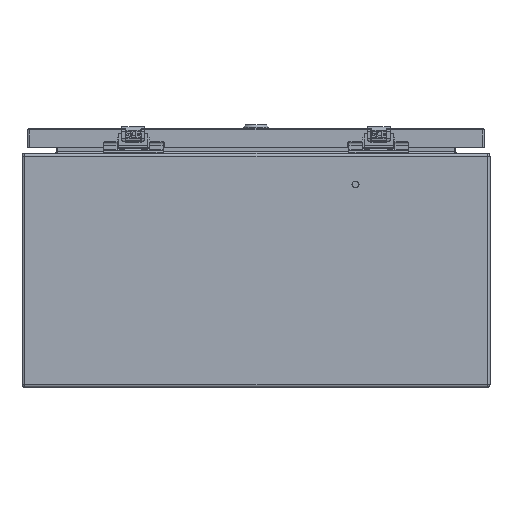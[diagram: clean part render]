
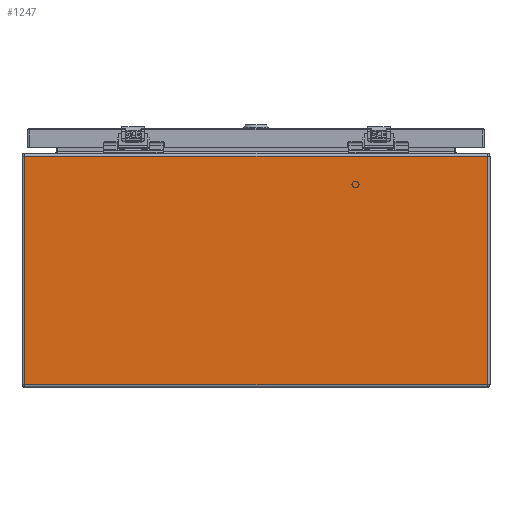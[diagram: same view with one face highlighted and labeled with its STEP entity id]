
A CAD part, left-side view. The second image highlights one B-rep face of the part: STEP entity #1247.
In plain terms, the highlighted planar face has unit normal (-1, 0, 0).
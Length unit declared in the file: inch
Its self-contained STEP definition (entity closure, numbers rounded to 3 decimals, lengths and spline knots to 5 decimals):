
#1039 = CARTESIAN_POINT ( 'NONE',  ( -10., -10., 4.88189 ) ) ;
#1247 = ADVANCED_FACE ( 'NONE', ( #26016 ), #38527, .F. ) ;
#1426 = DIRECTION ( 'NONE',  ( 0., 0., 1. ) ) ;
#1662 = DIRECTION ( 'NONE',  ( 0., -1., 0. ) ) ;
#2639 = ORIENTED_EDGE ( 'NONE', *, *, #32201, .T. ) ;
#3920 = CARTESIAN_POINT ( 'NONE',  ( -10., 9.88189, -4.88189 ) ) ;
#3974 = EDGE_LOOP ( 'NONE', ( #12782, #20120, #2639, #7607 ) ) ;
#4595 = CARTESIAN_POINT ( 'NONE',  ( -10., -9.88189, -4.88189 ) ) ;
#4607 = DIRECTION ( 'NONE',  ( 0., 0., -1. ) ) ;
#5002 = LINE ( 'NONE', #35812, #23526 ) ;
#7190 = LINE ( 'NONE', #11077, #38101 ) ;
#7332 = DIRECTION ( 'NONE',  ( 0., 0., -1. ) ) ;
#7607 = ORIENTED_EDGE ( 'NONE', *, *, #14072, .T. ) ;
#9668 = CARTESIAN_POINT ( 'NONE',  ( -10., 9.88189, 4.88189 ) ) ;
#11077 = CARTESIAN_POINT ( 'NONE',  ( -10., -9.88189, 5. ) ) ;
#12405 = CARTESIAN_POINT ( 'NONE',  ( -10., -9.88189, 4.88189 ) ) ;
#12782 = ORIENTED_EDGE ( 'NONE', *, *, #20739, .T. ) ;
#13261 = VECTOR ( 'NONE', #13761, 39.37008 ) ;
#13577 = VERTEX_POINT ( 'NONE', #12405 ) ;
#13761 = DIRECTION ( 'NONE',  ( 0., 1., 0. ) ) ;
#13981 = LINE ( 'NONE', #35968, #20159 ) ;
#14072 = EDGE_CURVE ( 'NONE', #13577, #39549, #16851, .T. ) ;
#16851 = LINE ( 'NONE', #1039, #13261 ) ;
#20120 = ORIENTED_EDGE ( 'NONE', *, *, #38012, .T. ) ;
#20159 = VECTOR ( 'NONE', #1662, 39.37008 ) ;
#20739 = EDGE_CURVE ( 'NONE', #39549, #27169, #5002, .T. ) ;
#23526 = VECTOR ( 'NONE', #4607, 39.37008 ) ;
#26016 = FACE_OUTER_BOUND ( 'NONE', #3974, .T. ) ;
#27169 = VERTEX_POINT ( 'NONE', #3920 ) ;
#30323 = VERTEX_POINT ( 'NONE', #4595 ) ;
#32201 = EDGE_CURVE ( 'NONE', #30323, #13577, #7190, .T. ) ;
#35455 = CARTESIAN_POINT ( 'NONE',  ( -10., -10., 5. ) ) ;
#35470 = AXIS2_PLACEMENT_3D ( 'NONE', #35455, #38718, #7332 ) ;
#35812 = CARTESIAN_POINT ( 'NONE',  ( -10., 9.88189, 5. ) ) ;
#35968 = CARTESIAN_POINT ( 'NONE',  ( -10., -10., -4.88189 ) ) ;
#38012 = EDGE_CURVE ( 'NONE', #27169, #30323, #13981, .T. ) ;
#38101 = VECTOR ( 'NONE', #1426, 39.37008 ) ;
#38527 = PLANE ( 'NONE',  #35470 ) ;
#38718 = DIRECTION ( 'NONE',  ( 1., 0., 0. ) ) ;
#39549 = VERTEX_POINT ( 'NONE', #9668 ) ;
